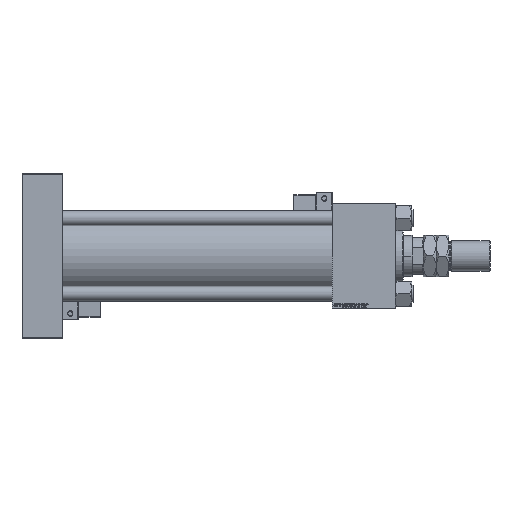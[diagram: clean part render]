
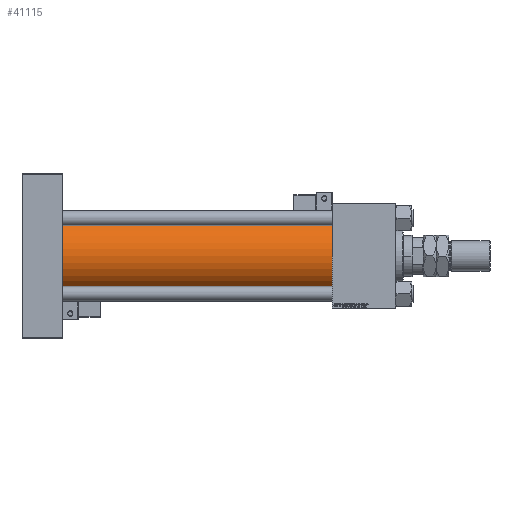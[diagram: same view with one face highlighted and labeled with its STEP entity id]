
A CAD part, front view. The second image highlights one B-rep face of the part: STEP entity #41115.
In plain terms, the highlighted cylindrical face has radius 43 mm (diameter 86 mm), a partial arc.
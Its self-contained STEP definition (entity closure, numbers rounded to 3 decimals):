
#269 = LINE ( 'NONE', #3986, #52852 ) ;
#1398 = DIRECTION ( 'NONE',  ( -1., 0., 0. ) ) ;
#2106 = VERTEX_POINT ( 'NONE', #49701 ) ;
#2258 = CARTESIAN_POINT ( 'NONE',  ( 44., 0., -43. ) ) ;
#3669 = CARTESIAN_POINT ( 'NONE',  ( 340., 0., 0. ) ) ;
#3945 = DIRECTION ( 'NONE',  ( -1., 0., 0. ) ) ;
#3986 = CARTESIAN_POINT ( 'NONE',  ( 340., 0., -43. ) ) ;
#5315 = ORIENTED_EDGE ( 'NONE', *, *, #11765, .F. ) ;
#6748 = EDGE_LOOP ( 'NONE', ( #5315, #7928, #45940, #27737 ) ) ;
#7106 = CARTESIAN_POINT ( 'NONE',  ( 44., 0., 43. ) ) ;
#7928 = ORIENTED_EDGE ( 'NONE', *, *, #24803, .F. ) ;
#9515 = CIRCLE ( 'NONE', #33153, 43. ) ;
#11765 = EDGE_CURVE ( 'NONE', #2106, #32927, #269, .T. ) ;
#12081 = VERTEX_POINT ( 'NONE', #36340 ) ;
#15545 = CARTESIAN_POINT ( 'NONE',  ( 340., 0., 43. ) ) ;
#21648 = DIRECTION ( 'NONE',  ( 0., 0., 1. ) ) ;
#22198 = CYLINDRICAL_SURFACE ( 'NONE', #42129, 43. ) ;
#22303 = EDGE_CURVE ( 'NONE', #29077, #32927, #9515, .T. ) ;
#24803 = EDGE_CURVE ( 'NONE', #12081, #2106, #39627, .T. ) ;
#27737 = ORIENTED_EDGE ( 'NONE', *, *, #22303, .T. ) ;
#28104 = DIRECTION ( 'NONE',  ( -1., 0., 0. ) ) ;
#29077 = VERTEX_POINT ( 'NONE', #7106 ) ;
#29423 = DIRECTION ( 'NONE',  ( 0., 0., 1. ) ) ;
#29636 = FACE_OUTER_BOUND ( 'NONE', #6748, .T. ) ;
#29985 = DIRECTION ( 'NONE',  ( 1., 0., 0. ) ) ;
#32927 = VERTEX_POINT ( 'NONE', #2258 ) ;
#33153 = AXIS2_PLACEMENT_3D ( 'NONE', #46515, #29985, #29423 ) ;
#33245 = AXIS2_PLACEMENT_3D ( 'NONE', #53452, #36356, #44046 ) ;
#36340 = CARTESIAN_POINT ( 'NONE',  ( 340., 0., 43. ) ) ;
#36356 = DIRECTION ( 'NONE',  ( 1., 0., 0. ) ) ;
#39627 = CIRCLE ( 'NONE', #33245, 43. ) ;
#41115 = ADVANCED_FACE ( 'NONE', ( #29636 ), #22198, .T. ) ;
#42129 = AXIS2_PLACEMENT_3D ( 'NONE', #3669, #3945, #21648 ) ;
#43102 = VECTOR ( 'NONE', #28104, 1000. ) ;
#43376 = EDGE_CURVE ( 'NONE', #12081, #29077, #45745, .T. ) ;
#44046 = DIRECTION ( 'NONE',  ( 0., 0., -1. ) ) ;
#45745 = LINE ( 'NONE', #15545, #43102 ) ;
#45940 = ORIENTED_EDGE ( 'NONE', *, *, #43376, .T. ) ;
#46515 = CARTESIAN_POINT ( 'NONE',  ( 44., 0., 0. ) ) ;
#49701 = CARTESIAN_POINT ( 'NONE',  ( 340., 0., -43. ) ) ;
#52852 = VECTOR ( 'NONE', #1398, 1000. ) ;
#53452 = CARTESIAN_POINT ( 'NONE',  ( 340., 0., 0. ) ) ;
